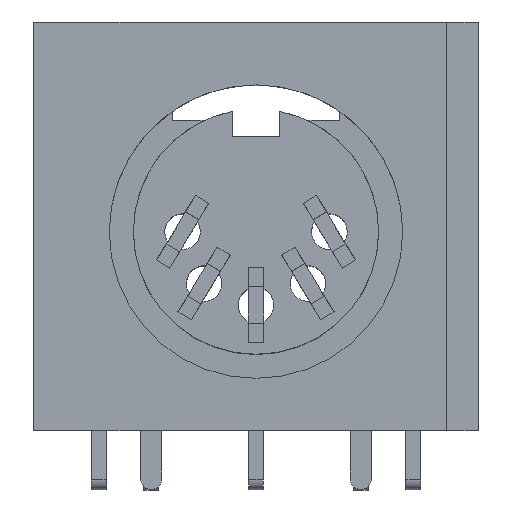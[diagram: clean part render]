
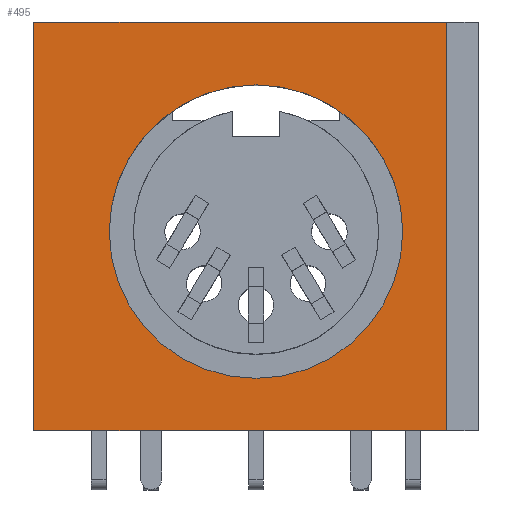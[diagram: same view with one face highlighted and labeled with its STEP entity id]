
A CAD part, top view. The second image highlights one B-rep face of the part: STEP entity #495.
In plain terms, the highlighted planar face has unit normal (0, 0, 1).
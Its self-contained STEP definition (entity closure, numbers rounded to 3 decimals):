
#82 = VERTEX_POINT('',#83);
#83 = CARTESIAN_POINT('',(17.6,9.5,19.));
#89 = EDGE_CURVE('',#90,#82,#92,.T.);
#90 = VERTEX_POINT('',#91);
#91 = CARTESIAN_POINT('',(3.6,9.5,19.));
#92 = CIRCLE('',#93,7.);
#93 = AXIS2_PLACEMENT_3D('',#94,#95,#96);
#94 = CARTESIAN_POINT('',(10.6,9.5,19.));
#95 = DIRECTION('',(0.,-0.,1.));
#96 = DIRECTION('',(1.,0.,0.));
#495 = ADVANCED_FACE('',(#496,#530),#540,.F.);
#496 = FACE_BOUND('',#497,.T.);
#497 = EDGE_LOOP('',(#498,#508,#516,#524));
#498 = ORIENTED_EDGE('',*,*,#499,.F.);
#499 = EDGE_CURVE('',#500,#502,#504,.T.);
#500 = VERTEX_POINT('',#501);
#501 = CARTESIAN_POINT('',(0.,19.5,19.));
#502 = VERTEX_POINT('',#503);
#503 = CARTESIAN_POINT('',(19.7,19.5,19.));
#504 = LINE('',#505,#506);
#505 = CARTESIAN_POINT('',(0.,19.5,19.));
#506 = VECTOR('',#507,1.);
#507 = DIRECTION('',(1.,-0.,0.));
#508 = ORIENTED_EDGE('',*,*,#509,.F.);
#509 = EDGE_CURVE('',#510,#500,#512,.T.);
#510 = VERTEX_POINT('',#511);
#511 = CARTESIAN_POINT('',(0.,0.,19.));
#512 = LINE('',#513,#514);
#513 = CARTESIAN_POINT('',(0.,0.,19.));
#514 = VECTOR('',#515,1.);
#515 = DIRECTION('',(0.,1.,0.));
#516 = ORIENTED_EDGE('',*,*,#517,.F.);
#517 = EDGE_CURVE('',#518,#510,#520,.T.);
#518 = VERTEX_POINT('',#519);
#519 = CARTESIAN_POINT('',(19.7,0.,19.));
#520 = LINE('',#521,#522);
#521 = CARTESIAN_POINT('',(0.,0.,19.));
#522 = VECTOR('',#523,1.);
#523 = DIRECTION('',(-1.,0.,-0.));
#524 = ORIENTED_EDGE('',*,*,#525,.F.);
#525 = EDGE_CURVE('',#502,#518,#526,.T.);
#526 = LINE('',#527,#528);
#527 = CARTESIAN_POINT('',(19.7,0.,19.));
#528 = VECTOR('',#529,1.);
#529 = DIRECTION('',(-0.,-1.,-0.));
#530 = FACE_BOUND('',#531,.T.);
#531 = EDGE_LOOP('',(#532,#539));
#532 = ORIENTED_EDGE('',*,*,#533,.F.);
#533 = EDGE_CURVE('',#82,#90,#534,.T.);
#534 = CIRCLE('',#535,7.);
#535 = AXIS2_PLACEMENT_3D('',#536,#537,#538);
#536 = CARTESIAN_POINT('',(10.6,9.5,19.));
#537 = DIRECTION('',(0.,-0.,1.));
#538 = DIRECTION('',(1.,0.,0.));
#539 = ORIENTED_EDGE('',*,*,#89,.F.);
#540 = PLANE('',#541);
#541 = AXIS2_PLACEMENT_3D('',#542,#543,#544);
#542 = CARTESIAN_POINT('',(0.,0.,19.));
#543 = DIRECTION('',(0.,0.,-1.));
#544 = DIRECTION('',(-1.,0.,-0.));
